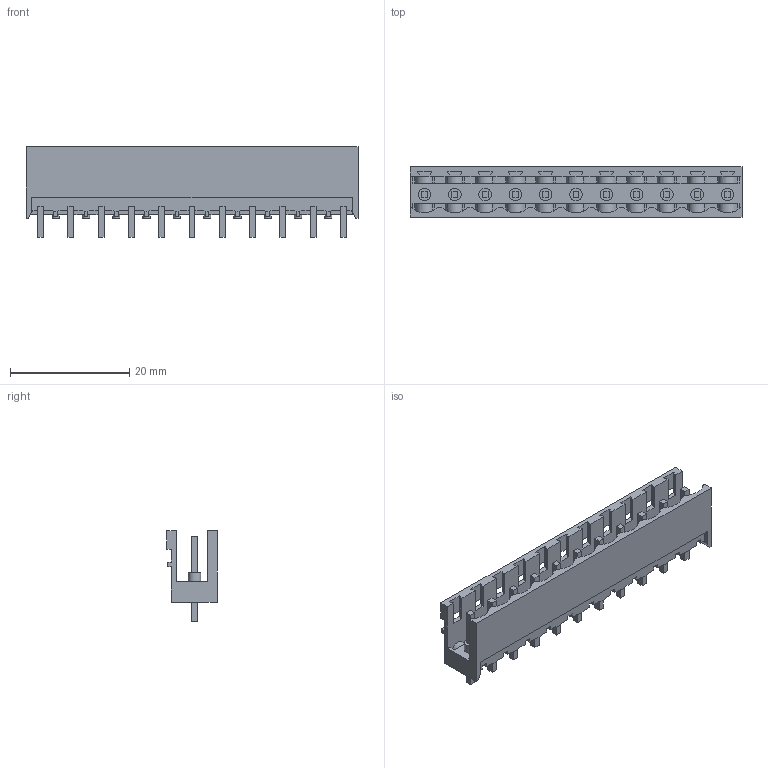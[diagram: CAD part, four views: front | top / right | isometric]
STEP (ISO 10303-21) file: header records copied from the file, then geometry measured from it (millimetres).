
FILE_DESCRIPTION(('CATIA V5 STEP Exchange','CAx-IF Rec.Pracs.--- Model Styling and Organization---1.2---2011-12-15'),'2;1');
FILE_NAME ('D1457003_0', '2018-03-21T10:11:24+00:00', ('none'), ('Weidmueller'), 'CATIA Version 5-6 Release 2014', 'CATIA V5 STEP AP214', 'none');
FILE_SCHEMA(('AUTOMOTIVE_DESIGN { 1 0 10303 214 1 1 1 1 }'));
Length unit declared in the file: millimetre
Products named in the file (1): 1838070000
Bounding box: 55.68 x 8.43 x 15.2 mm (x, y, z)
Volume: 1914.8 mm3; surface area: 4731.9 mm2
Topology: 12 solids, 12 shells, 643 faces, 2047 edges, 1406 vertices
Faces by surface type: plane 529, cylinder 103, extrusion 11
Entity records: 23043 total; most frequent: CARTESIAN_POINT 5158, ORIENTED_EDGE 4094, DIRECTION 3113, EDGE_CURVE 2047, VECTOR 1663, LINE 1652, VERTEX_POINT 1406, AXIS2_PLACEMENT_3D 818
